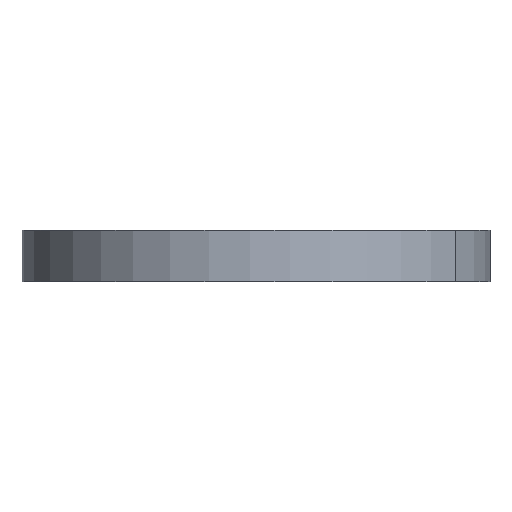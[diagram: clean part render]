
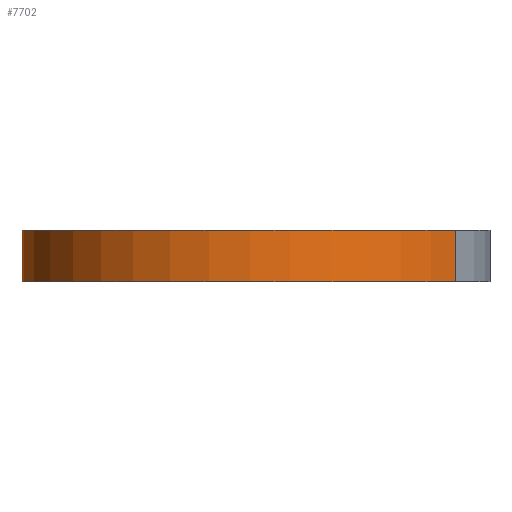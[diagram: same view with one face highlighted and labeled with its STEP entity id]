
A CAD part, left-side view. The second image highlights one B-rep face of the part: STEP entity #7702.
In plain terms, the highlighted cylindrical face has radius 55 mm (diameter 110 mm), a partial arc.
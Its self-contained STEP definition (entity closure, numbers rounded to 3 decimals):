
#148 = CARTESIAN_POINT ( 'NONE',  ( 0., 0., -55. ) ) ;
#1045 = VERTEX_POINT ( 'NONE', #1872 ) ;
#1490 = CARTESIAN_POINT ( 'NONE',  ( 0., 0., 0. ) ) ;
#1872 = CARTESIAN_POINT ( 'NONE',  ( 12., 0., 55. ) ) ;
#1963 = CARTESIAN_POINT ( 'NONE',  ( 12., 0., -55. ) ) ;
#2613 = CYLINDRICAL_SURFACE ( 'NONE', #8609, 55. ) ;
#2974 = EDGE_LOOP ( 'NONE', ( #5821, #12138, #6424, #9323 ) ) ;
#3159 = CIRCLE ( 'NONE', #8927, 55. ) ;
#3555 = EDGE_CURVE ( 'NONE', #1045, #10969, #7490, .T. ) ;
#3697 = VECTOR ( 'NONE', #12520, 1000. ) ;
#4088 = LINE ( 'NONE', #7049, #6633 ) ;
#4257 = DIRECTION ( 'NONE',  ( -1., 0., 0. ) ) ;
#4588 = DIRECTION ( 'NONE',  ( -1., 0., 0. ) ) ;
#4726 = DIRECTION ( 'NONE',  ( 0., 0., 1. ) ) ;
#5240 = DIRECTION ( 'NONE',  ( 0., 0., 1. ) ) ;
#5821 = ORIENTED_EDGE ( 'NONE', *, *, #9179, .F. ) ;
#6424 = ORIENTED_EDGE ( 'NONE', *, *, #3555, .T. ) ;
#6624 = DIRECTION ( 'NONE',  ( -1., 0., 0. ) ) ;
#6633 = VECTOR ( 'NONE', #8866, 1000. ) ;
#7049 = CARTESIAN_POINT ( 'NONE',  ( -10., 0., -55. ) ) ;
#7490 = LINE ( 'NONE', #9427, #3697 ) ;
#7702 = ADVANCED_FACE ( 'NONE', ( #12609 ), #2613, .T. ) ;
#7706 = CARTESIAN_POINT ( 'NONE',  ( -10., 0., 0. ) ) ;
#8193 = EDGE_CURVE ( 'NONE', #9133, #1045, #3159, .T. ) ;
#8609 = AXIS2_PLACEMENT_3D ( 'NONE', #7706, #6624, #10545 ) ;
#8866 = DIRECTION ( 'NONE',  ( -1., 0., 0. ) ) ;
#8927 = AXIS2_PLACEMENT_3D ( 'NONE', #9361, #4588, #4726 ) ;
#9133 = VERTEX_POINT ( 'NONE', #1963 ) ;
#9149 = VERTEX_POINT ( 'NONE', #148 ) ;
#9179 = EDGE_CURVE ( 'NONE', #9133, #9149, #4088, .T. ) ;
#9323 = ORIENTED_EDGE ( 'NONE', *, *, #11004, .F. ) ;
#9361 = CARTESIAN_POINT ( 'NONE',  ( 12., 0., 0. ) ) ;
#9427 = CARTESIAN_POINT ( 'NONE',  ( -10., 0., 55. ) ) ;
#10066 = CARTESIAN_POINT ( 'NONE',  ( 0., 0., 55. ) ) ;
#10545 = DIRECTION ( 'NONE',  ( 0., 0., 1. ) ) ;
#10969 = VERTEX_POINT ( 'NONE', #10066 ) ;
#11004 = EDGE_CURVE ( 'NONE', #9149, #10969, #12680, .T. ) ;
#12138 = ORIENTED_EDGE ( 'NONE', *, *, #8193, .T. ) ;
#12287 = AXIS2_PLACEMENT_3D ( 'NONE', #1490, #4257, #5240 ) ;
#12520 = DIRECTION ( 'NONE',  ( -1., 0., 0. ) ) ;
#12609 = FACE_OUTER_BOUND ( 'NONE', #2974, .T. ) ;
#12680 = CIRCLE ( 'NONE', #12287, 55. ) ;
